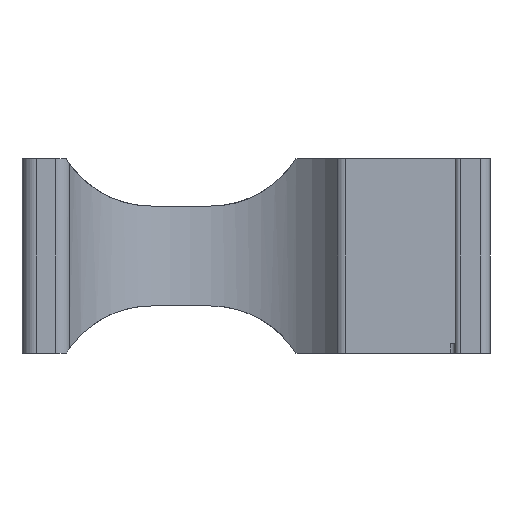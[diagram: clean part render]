
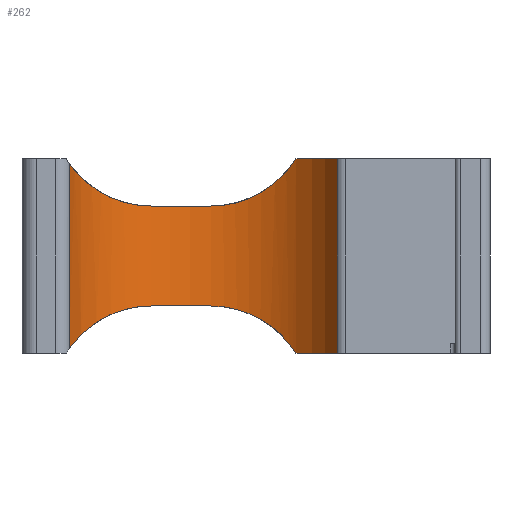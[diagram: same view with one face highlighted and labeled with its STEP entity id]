
A CAD part, left-side view. The second image highlights one B-rep face of the part: STEP entity #262.
In plain terms, the highlighted cylindrical face has radius 15 mm (diameter 30 mm), a partial arc.
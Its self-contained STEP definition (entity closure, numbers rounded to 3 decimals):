
#97=CYLINDRICAL_SURFACE('',#4460,15.);
#213=B_SPLINE_CURVE_WITH_KNOTS('',3,(#6645,#6646,#6647,#6648,#6649,#6650),
 .UNSPECIFIED.,.F.,.F.,(4,2,4),(0.,0.5,1.),.UNSPECIFIED.);
#214=B_SPLINE_CURVE_WITH_KNOTS('',3,(#6652,#6653,#6654,#6655,#6656,#6657),
 .UNSPECIFIED.,.F.,.F.,(4,2,4),(0.,0.5,1.),.UNSPECIFIED.);
#215=B_SPLINE_CURVE_WITH_KNOTS('',3,(#6661,#6662,#6663,#6664,#6665,#6666),
 .UNSPECIFIED.,.F.,.F.,(4,2,4),(0.,0.5,1.),.UNSPECIFIED.);
#216=B_SPLINE_CURVE_WITH_KNOTS('',3,(#6670,#6671,#6672,#6673,#6674,#6675),
 .UNSPECIFIED.,.F.,.F.,(4,2,4),(0.,0.5,1.),.UNSPECIFIED.);
#262=ADVANCED_FACE('',(#568),#97,.F.);
#568=FACE_OUTER_BOUND('',#789,.T.);
#789=EDGE_LOOP('',(#1565,#1566,#1567,#1568,#1569,#1570,#1571,#1572,#1573,
#1574));
#1051=CIRCLE('',#4325,15.);
#1081=CIRCLE('',#4356,15.);
#1177=CIRCLE('',#4458,15.);
#1178=CIRCLE('',#4459,15.);
#1565=ORIENTED_EDGE('',*,*,#3224,.F.);
#1566=ORIENTED_EDGE('',*,*,#3225,.T.);
#1567=ORIENTED_EDGE('',*,*,#2981,.F.);
#1568=ORIENTED_EDGE('',*,*,#3226,.F.);
#1569=ORIENTED_EDGE('',*,*,#3043,.T.);
#1570=ORIENTED_EDGE('',*,*,#3227,.T.);
#1571=ORIENTED_EDGE('',*,*,#3228,.F.);
#1572=ORIENTED_EDGE('',*,*,#3229,.T.);
#1573=ORIENTED_EDGE('',*,*,#3230,.T.);
#1574=ORIENTED_EDGE('',*,*,#3231,.T.);
#2566=VERTEX_POINT('',#6153);
#2567=VERTEX_POINT('',#6155);
#2628=VERTEX_POINT('',#6278);
#2629=VERTEX_POINT('',#6280);
#2805=VERTEX_POINT('',#6643);
#2806=VERTEX_POINT('',#6644);
#2807=VERTEX_POINT('',#6658);
#2808=VERTEX_POINT('',#6660);
#2809=VERTEX_POINT('',#6667);
#2810=VERTEX_POINT('',#6669);
#2981=EDGE_CURVE('',#2566,#2567,#1051,.T.);
#3043=EDGE_CURVE('',#2629,#2628,#1081,.T.);
#3224=EDGE_CURVE('',#2805,#2806,#1177,.T.);
#3225=EDGE_CURVE('',#2805,#2567,#213,.T.);
#3226=EDGE_CURVE('',#2629,#2566,#3665,.T.);
#3227=EDGE_CURVE('',#2628,#2807,#214,.T.);
#3228=EDGE_CURVE('',#2808,#2807,#1178,.T.);
#3229=EDGE_CURVE('',#2808,#2809,#215,.T.);
#3230=EDGE_CURVE('',#2809,#2810,#3666,.T.);
#3231=EDGE_CURVE('',#2810,#2806,#216,.T.);
#3665=LINE('',#6651,#4050);
#3666=LINE('',#6668,#4051);
#4050=VECTOR('',#5251,1.);
#4051=VECTOR('',#5254,1.);
#4325=AXIS2_PLACEMENT_3D('',#6154,#4866,#4867);
#4356=AXIS2_PLACEMENT_3D('',#6279,#4960,#4961);
#4458=AXIS2_PLACEMENT_3D('',#6642,#5249,#5250);
#4459=AXIS2_PLACEMENT_3D('',#6659,#5252,#5253);
#4460=AXIS2_PLACEMENT_3D('',#6676,#5255,#5256);
#4866=DIRECTION('',(0.,0.,1.));
#4867=DIRECTION('',(1.,0.,0.));
#4960=DIRECTION('',(0.,0.,1.));
#4961=DIRECTION('',(1.,0.,0.));
#5249=DIRECTION('',(0.,0.,1.));
#5250=DIRECTION('',(1.,0.,0.));
#5251=DIRECTION('',(0.,0.,-1.));
#5252=DIRECTION('',(0.,0.,-1.));
#5253=DIRECTION('',(-1.,0.,0.));
#5254=DIRECTION('',(0.,0.,-1.));
#5255=DIRECTION('',(0.,0.,-1.));
#5256=DIRECTION('',(-1.,0.,0.));
#6153=CARTESIAN_POINT('',(-18.531,-28.708,0.));
#6154=CARTESIAN_POINT('',(-26.5,-16.,0.));
#6155=CARTESIAN_POINT('',(-14.21,-24.6,0.));
#6278=CARTESIAN_POINT('',(-14.21,-24.6,19.5));
#6279=CARTESIAN_POINT('',(-26.5,-16.,19.5));
#6280=CARTESIAN_POINT('',(-18.531,-28.708,19.5));
#6642=CARTESIAN_POINT('',(-26.5,-16.,4.75));
#6643=CARTESIAN_POINT('',(-11.5,-16.089,4.75));
#6644=CARTESIAN_POINT('',(-12.704,-10.111,4.75));
#6645=CARTESIAN_POINT('',(-11.5,-16.089,4.75));
#6646=CARTESIAN_POINT('',(-11.511,-17.872,4.75));
#6647=CARTESIAN_POINT('',(-11.854,-19.595,4.266));
#6648=CARTESIAN_POINT('',(-12.902,-22.52,2.591));
#6649=CARTESIAN_POINT('',(-13.597,-23.724,1.421));
#6650=CARTESIAN_POINT('',(-14.21,-24.6,0.));
#6651=CARTESIAN_POINT('',(-18.531,-28.708,19.5));
#6652=CARTESIAN_POINT('',(-14.21,-24.6,19.5));
#6653=CARTESIAN_POINT('',(-13.595,-23.721,18.075));
#6654=CARTESIAN_POINT('',(-12.902,-22.517,16.909));
#6655=CARTESIAN_POINT('',(-11.859,-19.61,15.242));
#6656=CARTESIAN_POINT('',(-11.511,-17.879,14.75));
#6657=CARTESIAN_POINT('',(-11.5,-16.089,14.75));
#6658=CARTESIAN_POINT('',(-11.5,-16.089,14.75));
#6659=CARTESIAN_POINT('',(-26.5,-16.,14.75));
#6660=CARTESIAN_POINT('',(-12.704,-10.111,14.75));
#6661=CARTESIAN_POINT('',(-12.704,-10.111,14.75));
#6662=CARTESIAN_POINT('',(-13.57,-8.083,14.75));
#6663=CARTESIAN_POINT('',(-14.852,-6.337,15.354));
#6664=CARTESIAN_POINT('',(-17.805,-3.613,16.985));
#6665=CARTESIAN_POINT('',(-19.474,-2.602,18.04));
#6666=CARTESIAN_POINT('',(-21.318,-1.923,19.009));
#6667=CARTESIAN_POINT('',(-21.318,-1.923,19.009));
#6668=CARTESIAN_POINT('',(-21.318,-1.923,19.5));
#6669=CARTESIAN_POINT('',(-21.318,-1.923,0.491));
#6670=CARTESIAN_POINT('',(-21.318,-1.923,0.491));
#6671=CARTESIAN_POINT('',(-19.474,-2.602,1.46));
#6672=CARTESIAN_POINT('',(-17.835,-3.589,2.498));
#6673=CARTESIAN_POINT('',(-14.85,-6.336,4.148));
#6674=CARTESIAN_POINT('',(-13.57,-8.084,4.75));
#6675=CARTESIAN_POINT('',(-12.704,-10.111,4.75));
#6676=CARTESIAN_POINT('',(-26.5,-16.,19.5));
